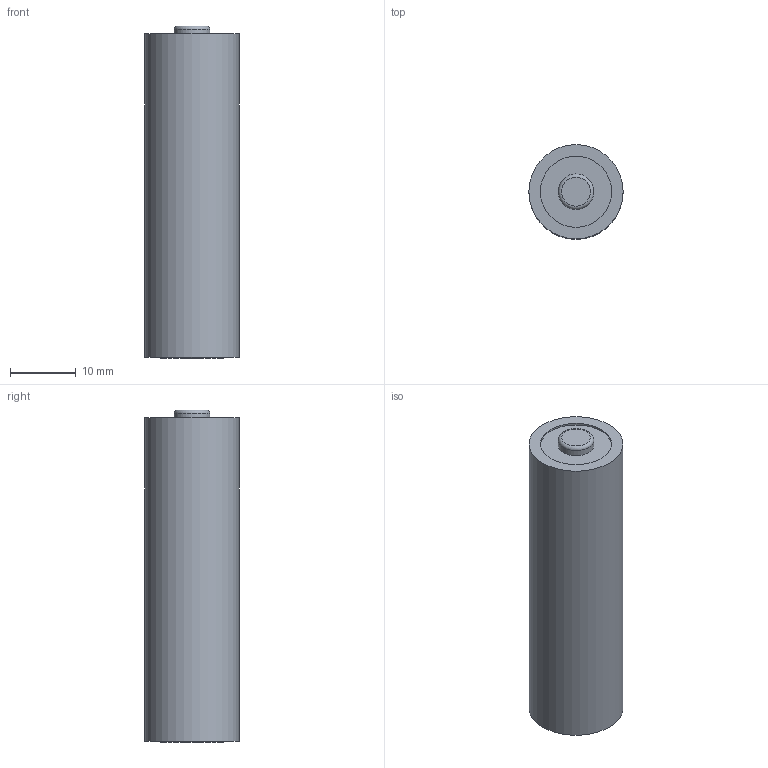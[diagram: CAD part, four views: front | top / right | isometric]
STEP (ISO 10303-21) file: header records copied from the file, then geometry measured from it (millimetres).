
FILE_DESCRIPTION(('FreeCAD Model'),'2;1');
FILE_NAME('Open CASCADE Shape Model','2024-04-03T18:19:19',(''),(''), 'Open CASCADE STEP processor 7.6','FreeCAD','Unknown');
FILE_SCHEMA(('AUTOMOTIVE_DESIGN { 1 0 10303 214 1 1 1 1 }'));
Length unit declared in the file: millimetre
Products named in the file (2): Battery AA; Body
Assembly tree (1 placements, depth 2):
  Battery AA
    Body
Bounding box: 14.3 x 14.3 x 50.4 mm (x, y, z)
Volume: 7897.4 mm3; surface area: 2564.8 mm2
Topology: 1 solids, 1 shells, 12 faces, 17 edges, 11 vertices
Faces by surface type: plane 6, cylinder 4, cone 1, torus 1
Full cylindrical faces by diameter (mm): 5.4 x1, 10.8 x2, 14.3 x1
Entity records: 305 total; most frequent: DIRECTION 57, CARTESIAN_POINT 42, ORIENTED_EDGE 34, AXIS2_PLACEMENT_3D 26, EDGE_CURVE 17, FACE_BOUND 16, EDGE_LOOP 16, ADVANCED_FACE 12
